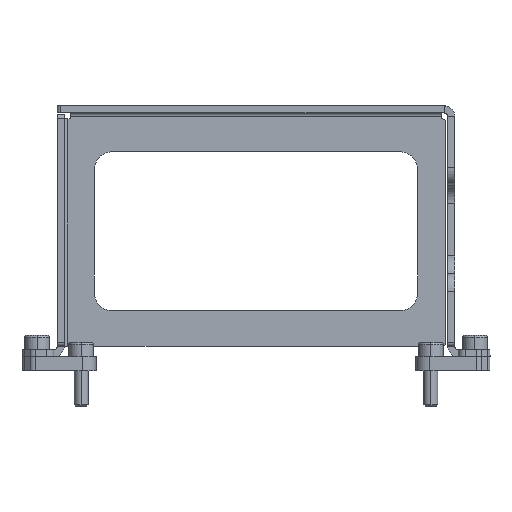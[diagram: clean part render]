
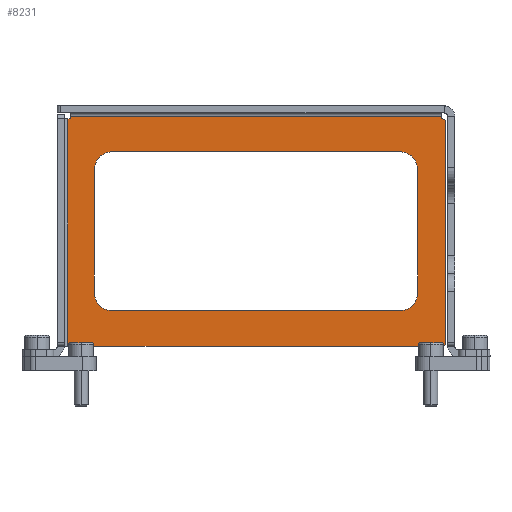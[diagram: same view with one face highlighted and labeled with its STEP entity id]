
A CAD part, front view. The second image highlights one B-rep face of the part: STEP entity #8231.
In plain terms, the highlighted planar face has unit normal (0, -1, 0).
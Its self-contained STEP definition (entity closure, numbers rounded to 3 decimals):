
#94 = LINE ( 'NONE', #3174, #9435 ) ;
#182 = VERTEX_POINT ( 'NONE', #9020 ) ;
#222 = ORIENTED_EDGE ( 'NONE', *, *, #3175, .T. ) ;
#231 = VECTOR ( 'NONE', #9919, 1000. ) ;
#239 = PLANE ( 'NONE',  #2127 ) ;
#354 = LINE ( 'NONE', #8216, #5589 ) ;
#441 = CARTESIAN_POINT ( 'NONE',  ( 10.5, 46.5, 15. ) ) ;
#510 = EDGE_CURVE ( 'NONE', #6051, #9453, #7795, .T. ) ;
#548 = DIRECTION ( 'NONE',  ( 0., -1., 0. ) ) ;
#603 = DIRECTION ( 'NONE',  ( 0., 0., 1. ) ) ;
#704 = LINE ( 'NONE', #7645, #231 ) ;
#801 = VERTEX_POINT ( 'NONE', #3259 ) ;
#804 = DIRECTION ( 'NONE',  ( 0., 0., -1. ) ) ;
#838 = CARTESIAN_POINT ( 'NONE',  ( 109., 46.5, 63.304 ) ) ;
#852 = CARTESIAN_POINT ( 'NONE',  ( 108.804, 46.5, 0. ) ) ;
#935 = VECTOR ( 'NONE', #1961, 1000. ) ;
#966 = VERTEX_POINT ( 'NONE', #9549 ) ;
#1027 = VERTEX_POINT ( 'NONE', #441 ) ;
#1113 = EDGE_CURVE ( 'NONE', #5848, #966, #1889, .T. ) ;
#1119 = AXIS2_PLACEMENT_3D ( 'NONE', #9381, #5580, #2488 ) ;
#1253 = VERTEX_POINT ( 'NONE', #9530 ) ;
#1282 = ORIENTED_EDGE ( 'NONE', *, *, #5706, .T. ) ;
#1289 = DIRECTION ( 'NONE',  ( 1., 0., 0. ) ) ;
#1302 = LINE ( 'NONE', #5763, #935 ) ;
#1306 = DIRECTION ( 'NONE',  ( 0., 1., 0. ) ) ;
#1699 = CARTESIAN_POINT ( 'NONE',  ( 102., 46.5, 50. ) ) ;
#1715 = VECTOR ( 'NONE', #3927, 1000. ) ;
#1768 = EDGE_CURVE ( 'NONE', #9160, #801, #1302, .T. ) ;
#1867 = EDGE_CURVE ( 'NONE', #966, #7776, #8952, .T. ) ;
#1889 = CIRCLE ( 'NONE', #3177, 5. ) ;
#1953 = CARTESIAN_POINT ( 'NONE',  ( 15.5, 46.5, 50. ) ) ;
#1961 = DIRECTION ( 'NONE',  ( -1., 0., 0. ) ) ;
#1997 = CARTESIAN_POINT ( 'NONE',  ( 0., 46.5, 0. ) ) ;
#2062 = ORIENTED_EDGE ( 'NONE', *, *, #6321, .T. ) ;
#2127 = AXIS2_PLACEMENT_3D ( 'NONE', #4927, #7835, #6401 ) ;
#2192 = CARTESIAN_POINT ( 'NONE',  ( 3.696, 46.5, 65. ) ) ;
#2323 = CIRCLE ( 'NONE', #4096, 5. ) ;
#2488 = DIRECTION ( 'NONE',  ( 0., 0., 1. ) ) ;
#2678 = CARTESIAN_POINT ( 'NONE',  ( 15.5, 46.5, 55. ) ) ;
#2681 = AXIS2_PLACEMENT_3D ( 'NONE', #9197, #548, #603 ) ;
#2733 = VERTEX_POINT ( 'NONE', #2192 ) ;
#2913 = CARTESIAN_POINT ( 'NONE',  ( 97., 46.5, 15. ) ) ;
#3174 = CARTESIAN_POINT ( 'NONE',  ( 3., 46.5, 68. ) ) ;
#3175 = EDGE_CURVE ( 'NONE', #8880, #182, #7409, .T. ) ;
#3177 = AXIS2_PLACEMENT_3D ( 'NONE', #2913, #8995, #6653 ) ;
#3259 = CARTESIAN_POINT ( 'NONE',  ( 3., 46.5, 64.304 ) ) ;
#3266 = ORIENTED_EDGE ( 'NONE', *, *, #1768, .T. ) ;
#3380 = EDGE_CURVE ( 'NONE', #1253, #8880, #2323, .T. ) ;
#3416 = EDGE_CURVE ( 'NONE', #1027, #1253, #5084, .T. ) ;
#3603 = CARTESIAN_POINT ( 'NONE',  ( 110., 46.5, 192.346 ) ) ;
#3615 = LINE ( 'NONE', #5141, #5242 ) ;
#3698 = CARTESIAN_POINT ( 'NONE',  ( 108.804, 46.5, 65. ) ) ;
#3811 = VERTEX_POINT ( 'NONE', #9273 ) ;
#3927 = DIRECTION ( 'NONE',  ( 0., 0., 1. ) ) ;
#4052 = VERTEX_POINT ( 'NONE', #7305 ) ;
#4060 = ORIENTED_EDGE ( 'NONE', *, *, #510, .T. ) ;
#4083 = EDGE_LOOP ( 'NONE', ( #5677, #4814, #4884, #2062, #1282, #4060, #5650, #6289, #3266, #7617 ) ) ;
#4096 = AXIS2_PLACEMENT_3D ( 'NONE', #1953, #6612, #8892 ) ;
#4174 = CIRCLE ( 'NONE', #1119, 5. ) ;
#4565 = EDGE_CURVE ( 'NONE', #2733, #9453, #704, .T. ) ;
#4724 = FACE_OUTER_BOUND ( 'NONE', #4083, .T. ) ;
#4798 = EDGE_CURVE ( 'NONE', #2733, #9160, #7082, .T. ) ;
#4814 = ORIENTED_EDGE ( 'NONE', *, *, #6264, .T. ) ;
#4859 = ORIENTED_EDGE ( 'NONE', *, *, #5014, .T. ) ;
#4884 = ORIENTED_EDGE ( 'NONE', *, *, #5477, .F. ) ;
#4927 = CARTESIAN_POINT ( 'NONE',  ( 0., 46.5, 68. ) ) ;
#5014 = EDGE_CURVE ( 'NONE', #8271, #5848, #3615, .T. ) ;
#5044 = ORIENTED_EDGE ( 'NONE', *, *, #1867, .T. ) ;
#5071 = CARTESIAN_POINT ( 'NONE',  ( 110., 46.5, 63.304 ) ) ;
#5084 = LINE ( 'NONE', #8198, #9101 ) ;
#5130 = LINE ( 'NONE', #3603, #6381 ) ;
#5141 = CARTESIAN_POINT ( 'NONE',  ( 102., 46.5, 68. ) ) ;
#5200 = CARTESIAN_POINT ( 'NONE',  ( 102., 46.5, 15. ) ) ;
#5242 = VECTOR ( 'NONE', #9857, 1000. ) ;
#5394 = DIRECTION ( 'NONE',  ( 0., 0., 1. ) ) ;
#5421 = VERTEX_POINT ( 'NONE', #8335 ) ;
#5468 = EDGE_CURVE ( 'NONE', #4052, #3811, #9137, .T. ) ;
#5477 = EDGE_CURVE ( 'NONE', #7562, #5421, #5130, .T. ) ;
#5580 = DIRECTION ( 'NONE',  ( 0., 1., 0. ) ) ;
#5587 = CARTESIAN_POINT ( 'NONE',  ( 15.5, 46.5, 10. ) ) ;
#5589 = VECTOR ( 'NONE', #5771, 1000. ) ;
#5650 = ORIENTED_EDGE ( 'NONE', *, *, #4565, .F. ) ;
#5677 = ORIENTED_EDGE ( 'NONE', *, *, #5468, .T. ) ;
#5706 = EDGE_CURVE ( 'NONE', #9473, #6051, #354, .T. ) ;
#5760 = CARTESIAN_POINT ( 'NONE',  ( 108.804, 46.5, 64.304 ) ) ;
#5763 = CARTESIAN_POINT ( 'NONE',  ( 0., 46.5, 64.304 ) ) ;
#5771 = DIRECTION ( 'NONE',  ( -1., 0., 0. ) ) ;
#5800 = CARTESIAN_POINT ( 'NONE',  ( 3.696, 46.5, 64.304 ) ) ;
#5848 = VERTEX_POINT ( 'NONE', #5200 ) ;
#5901 = VECTOR ( 'NONE', #1289, 1000. ) ;
#5982 = CARTESIAN_POINT ( 'NONE',  ( 109., 46.5, 64.304 ) ) ;
#5989 = DIRECTION ( 'NONE',  ( 0., 0., -1. ) ) ;
#6051 = VERTEX_POINT ( 'NONE', #5760 ) ;
#6154 = CARTESIAN_POINT ( 'NONE',  ( 0., 46.5, 55. ) ) ;
#6264 = EDGE_CURVE ( 'NONE', #3811, #5421, #9638, .T. ) ;
#6289 = ORIENTED_EDGE ( 'NONE', *, *, #4798, .T. ) ;
#6321 = EDGE_CURVE ( 'NONE', #7562, #9473, #8035, .T. ) ;
#6381 = VECTOR ( 'NONE', #5989, 1000. ) ;
#6401 = DIRECTION ( 'NONE',  ( 0., 0., 1. ) ) ;
#6500 = CIRCLE ( 'NONE', #9740, 5. ) ;
#6601 = ORIENTED_EDGE ( 'NONE', *, *, #7238, .T. ) ;
#6612 = DIRECTION ( 'NONE',  ( 0., 1., 0. ) ) ;
#6632 = ORIENTED_EDGE ( 'NONE', *, *, #1113, .T. ) ;
#6653 = DIRECTION ( 'NONE',  ( 0., 0., 1. ) ) ;
#6682 = DIRECTION ( 'NONE',  ( 1., 0., 0. ) ) ;
#6853 = VECTOR ( 'NONE', #804, 1000. ) ;
#7082 = LINE ( 'NONE', #9408, #6853 ) ;
#7118 = DIRECTION ( 'NONE',  ( 0., -1., 0. ) ) ;
#7168 = FACE_BOUND ( 'NONE', #10018, .T. ) ;
#7238 = EDGE_CURVE ( 'NONE', #7776, #1027, #6500, .T. ) ;
#7305 = CARTESIAN_POINT ( 'NONE',  ( 3., 46.5, 0. ) ) ;
#7409 = LINE ( 'NONE', #6154, #8467 ) ;
#7437 = EDGE_CURVE ( 'NONE', #801, #4052, #94, .T. ) ;
#7447 = DIRECTION ( 'NONE',  ( 0., 0., 1. ) ) ;
#7562 = VERTEX_POINT ( 'NONE', #5071 ) ;
#7617 = ORIENTED_EDGE ( 'NONE', *, *, #7437, .T. ) ;
#7645 = CARTESIAN_POINT ( 'NONE',  ( 3., 46.5, 65. ) ) ;
#7690 = DIRECTION ( 'NONE',  ( -1., 0., 0. ) ) ;
#7776 = VERTEX_POINT ( 'NONE', #5587 ) ;
#7795 = LINE ( 'NONE', #852, #1715 ) ;
#7835 = DIRECTION ( 'NONE',  ( 0., 1., 0. ) ) ;
#8035 = CIRCLE ( 'NONE', #9161, 1. ) ;
#8167 = ORIENTED_EDGE ( 'NONE', *, *, #3380, .T. ) ;
#8198 = CARTESIAN_POINT ( 'NONE',  ( 10.5, 46.5, 68. ) ) ;
#8216 = CARTESIAN_POINT ( 'NONE',  ( 0., 46.5, 64.304 ) ) ;
#8231 = ADVANCED_FACE ( 'NONE', ( #7168, #4724 ), #239, .F. ) ;
#8271 = VERTEX_POINT ( 'NONE', #1699 ) ;
#8317 = ORIENTED_EDGE ( 'NONE', *, *, #9607, .T. ) ;
#8335 = CARTESIAN_POINT ( 'NONE',  ( 110., 46.5, 1. ) ) ;
#8467 = VECTOR ( 'NONE', #6682, 1000. ) ;
#8646 = ORIENTED_EDGE ( 'NONE', *, *, #3416, .T. ) ;
#8880 = VERTEX_POINT ( 'NONE', #2678 ) ;
#8892 = DIRECTION ( 'NONE',  ( 0., 0., 1. ) ) ;
#8952 = LINE ( 'NONE', #9911, #9986 ) ;
#8995 = DIRECTION ( 'NONE',  ( 0., 1., 0. ) ) ;
#9020 = CARTESIAN_POINT ( 'NONE',  ( 97., 46.5, 55. ) ) ;
#9062 = CARTESIAN_POINT ( 'NONE',  ( 15.5, 46.5, 15. ) ) ;
#9101 = VECTOR ( 'NONE', #9601, 1000. ) ;
#9137 = LINE ( 'NONE', #1997, #5901 ) ;
#9160 = VERTEX_POINT ( 'NONE', #5800 ) ;
#9161 = AXIS2_PLACEMENT_3D ( 'NONE', #838, #7118, #5394 ) ;
#9197 = CARTESIAN_POINT ( 'NONE',  ( 109., 46.5, 1. ) ) ;
#9273 = CARTESIAN_POINT ( 'NONE',  ( 109., 46.5, 0. ) ) ;
#9362 = DIRECTION ( 'NONE',  ( 0., 0., -1. ) ) ;
#9381 = CARTESIAN_POINT ( 'NONE',  ( 97., 46.5, 50. ) ) ;
#9408 = CARTESIAN_POINT ( 'NONE',  ( 3.696, 46.5, 0. ) ) ;
#9435 = VECTOR ( 'NONE', #9362, 1000. ) ;
#9453 = VERTEX_POINT ( 'NONE', #3698 ) ;
#9473 = VERTEX_POINT ( 'NONE', #5982 ) ;
#9530 = CARTESIAN_POINT ( 'NONE',  ( 10.5, 46.5, 50. ) ) ;
#9549 = CARTESIAN_POINT ( 'NONE',  ( 97., 46.5, 10. ) ) ;
#9601 = DIRECTION ( 'NONE',  ( 0., 0., 1. ) ) ;
#9607 = EDGE_CURVE ( 'NONE', #182, #8271, #4174, .T. ) ;
#9638 = CIRCLE ( 'NONE', #2681, 1. ) ;
#9740 = AXIS2_PLACEMENT_3D ( 'NONE', #9062, #1306, #7447 ) ;
#9857 = DIRECTION ( 'NONE',  ( 0., 0., -1. ) ) ;
#9911 = CARTESIAN_POINT ( 'NONE',  ( 0., 46.5, 10. ) ) ;
#9919 = DIRECTION ( 'NONE',  ( 1., 0., 0. ) ) ;
#9986 = VECTOR ( 'NONE', #7690, 1000. ) ;
#10018 = EDGE_LOOP ( 'NONE', ( #4859, #6632, #5044, #6601, #8646, #8167, #222, #8317 ) ) ;
